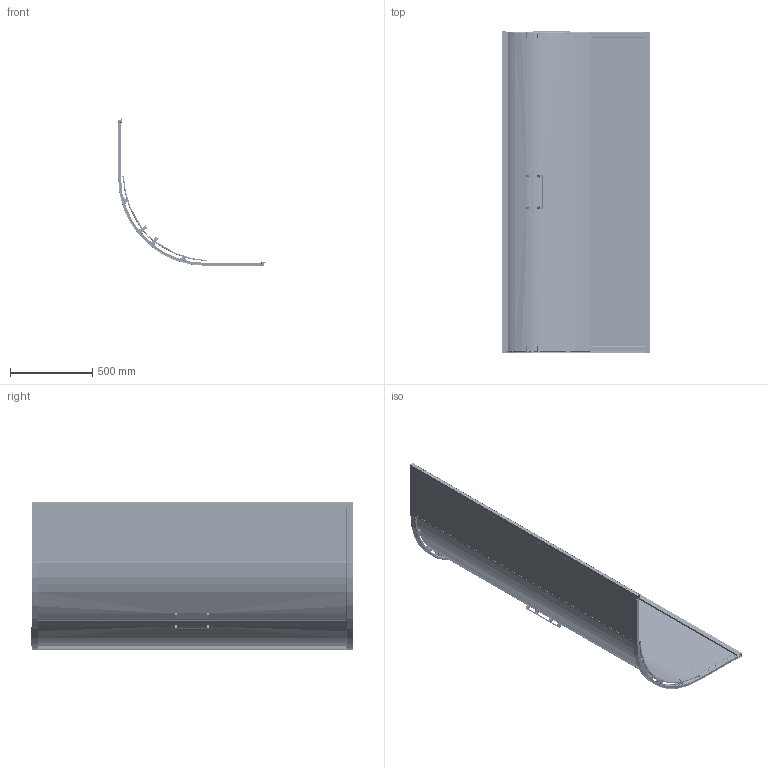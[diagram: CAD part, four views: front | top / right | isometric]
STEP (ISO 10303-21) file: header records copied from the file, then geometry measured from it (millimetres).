
FILE_DESCRIPTION((''),'2;1');
FILE_NAME('NDF90X_ASM','2025-05-30T',('admin'),(''),'PRO/ENGINEER BY PARAMETRIC TECHNOLOGY CORPORATION, 2010280','PRO/ENGINEER BY PARAMETRIC TECHNOLOGY CORPORATION, 2010280','');
FILE_SCHEMA(('CONFIG_CONTROL_DESIGN'));
Products named in the file (38): MA020F866; FA101X1900; NB300X350; LC002; MA581_1; M4-14_1; MA589; M4_1; MA587_1; MA584_1; MA583-2_1; MA582_1; MA586_1; MA585_1; CS320; MA580_ASM; MA591_1; FF061_1; MA593_1; FF104_1; MA592_1; MA590_ASM; FA201; FA321; FA322; BC037; FA323; FA210_ASM; MB321; LC002R_ASM; LC002L_ASM; XA102X1900; MB376; BK1_ASM; LA121F520; ZA151; LA415X1888; NDF90X_ASM
Assembly tree (75 placements, depth 4):
  NDF90X_ASM
    MA020F866  x2
    FA101X1900  x2
    NB300X350  x2
    LC002R_ASM
      LC002
      MA580_ASM  x2
        MA581_1
        M4-14_1
        MA589
        M4_1
        MA587_1
        MA584_1
        MA583-2_1
        MA582_1
        MA586_1
        MA585_1
        CS320
      MA590_ASM  x2
        MA591_1
        FF061_1
        MA593_1
        M4-14_1
        FF104_1
        MA586_1
        MA592_1
        M4_1
        CS320
      FA210_ASM
        FA201  x2
        FA321  x2
        FA322  x2
        BC037  x2
        FA323  x4
      MB321
    LC002L_ASM
      LC002
      MA580_ASM  x2
        MA581_1
        M4-14_1
        MA589
        M4_1
        MA587_1
        MA584_1
        MA583-2_1
        MA582_1
        MA586_1
        MA585_1
        CS320
      MA590_ASM  x2
        MA591_1
        FF061_1
        MA593_1
        M4-14_1
        FF104_1
        MA586_1
        MA592_1
        M4_1
        CS320
      FA210_ASM
Bounding box: 900.87 x 1958 x 900.87 mm (x, y, z)
Volume: 21230531.7 mm3; surface area: 9463196.9 mm2
Topology: 158 solids, 196 shells, 11586 faces, 31464 edges, 20300 vertices
Faces by surface type: cylinder 5816, plane 3118, bspline 970, torus 898, cone 608, sphere 176
Entity records: 105143 total; most frequent: CARTESIAN_POINT 45940, DIRECTION 12406, ORIENTED_EDGE 12354, EDGE_CURVE 6189, AXIS2_PLACEMENT_3D 4703, VERTEX_POINT 3953, VECTOR 3000, LINE 3000
